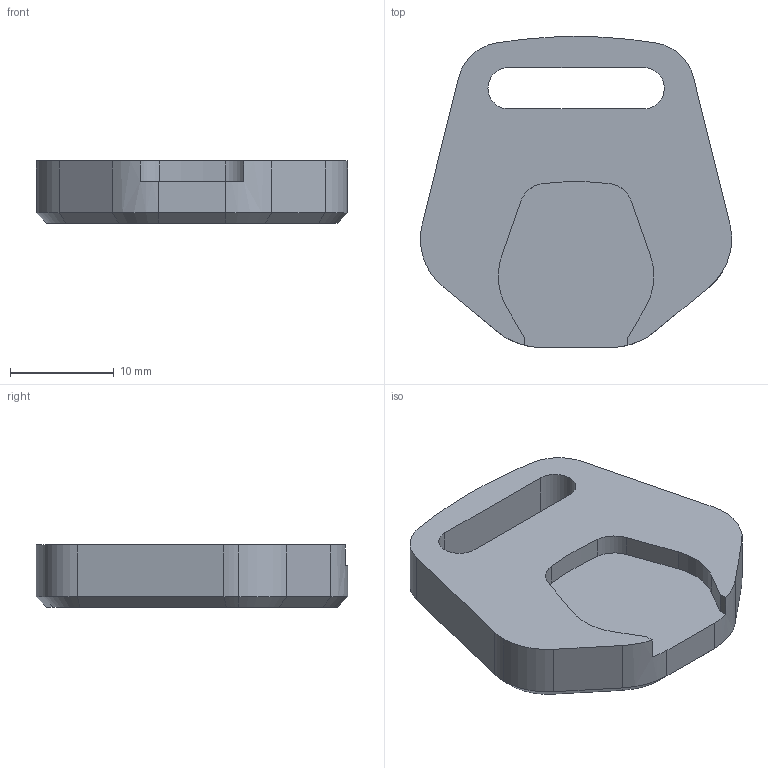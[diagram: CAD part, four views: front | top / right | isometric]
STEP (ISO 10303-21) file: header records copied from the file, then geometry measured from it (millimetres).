
FILE_DESCRIPTION (( 'STEP AP203' ), '1' );
FILE_NAME ('key lower case.STEP', '2025-09-08T16:31:06', ( '' ), ( '' ), 'SwSTEP 2.0', 'SolidWorks 2023', '' );
FILE_SCHEMA (( 'CONFIG_CONTROL_DESIGN' ));
Length unit declared in the file: millimetre
Products named in the file (1): key lower case
Bounding box: 29.98 x 30 x 6 mm (x, y, z)
Volume: 3428.9 mm3; surface area: 2326.6 mm2
Topology: 1 solids, 1 shells, 228 faces, 594 edges, 390 vertices
Faces by surface type: plane 150, bspline 40, cylinder 26, cone 12
Entity records: 8831 total; most frequent: CARTESIAN_POINT 3364, ORIENTED_EDGE 1188, DIRECTION 958, EDGE_CURVE 594, VECTOR 446, LINE 446, VERTEX_POINT 390, AXIS2_PLACEMENT_3D 256
